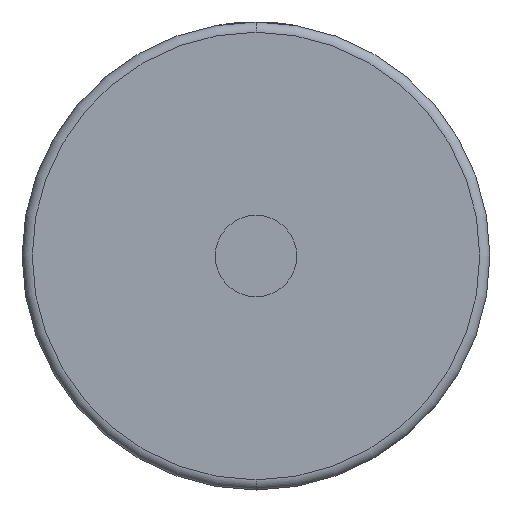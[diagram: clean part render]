
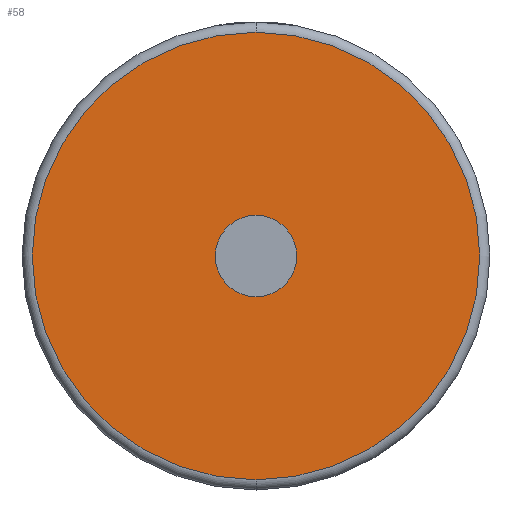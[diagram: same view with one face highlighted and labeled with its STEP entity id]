
A CAD part, front view. The second image highlights one B-rep face of the part: STEP entity #58.
In plain terms, the highlighted planar face has unit normal (0, -1, 0).
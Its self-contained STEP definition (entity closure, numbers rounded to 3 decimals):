
#58 = ADVANCED_FACE ( 'NONE', ( #1853, #2884 ), #1011, .F. ) ;
#60 = CARTESIAN_POINT ( 'NONE',  ( 0., 0., 0. ) ) ;
#86 = AXIS2_PLACEMENT_3D ( 'NONE', #1992, #2510, #1744 ) ;
#104 = EDGE_CURVE ( 'NONE', #1881, #2527, #1026, .T. ) ;
#178 = CARTESIAN_POINT ( 'NONE',  ( 0., 0., 0. ) ) ;
#207 = DIRECTION ( 'NONE',  ( 0., 0., 1. ) ) ;
#222 = CARTESIAN_POINT ( 'NONE',  ( 0., 0., 22. ) ) ;
#356 = EDGE_LOOP ( 'NONE', ( #649, #2377 ) ) ;
#403 = DIRECTION ( 'NONE',  ( 0., -1., 0. ) ) ;
#499 = CARTESIAN_POINT ( 'NONE',  ( 0., 0., 4. ) ) ;
#649 = ORIENTED_EDGE ( 'NONE', *, *, #1569, .F. ) ;
#650 = CARTESIAN_POINT ( 'NONE',  ( 0., 0., 0. ) ) ;
#736 = AXIS2_PLACEMENT_3D ( 'NONE', #2009, #2765, #793 ) ;
#793 = DIRECTION ( 'NONE',  ( 0., 0., 1. ) ) ;
#989 = DIRECTION ( 'NONE',  ( 0., 1., 0. ) ) ;
#1011 = PLANE ( 'NONE',  #2505 ) ;
#1026 = CIRCLE ( 'NONE', #86, 22. ) ;
#1397 = ORIENTED_EDGE ( 'NONE', *, *, #104, .T. ) ;
#1427 = EDGE_CURVE ( 'NONE', #1438, #3028, #2910, .T. ) ;
#1438 = VERTEX_POINT ( 'NONE', #2445 ) ;
#1569 = EDGE_CURVE ( 'NONE', #3028, #1438, #3123, .T. ) ;
#1604 = DIRECTION ( 'NONE',  ( 0., 0., 1. ) ) ;
#1744 = DIRECTION ( 'NONE',  ( 0., 0., 1. ) ) ;
#1853 = FACE_OUTER_BOUND ( 'NONE', #2800, .T. ) ;
#1881 = VERTEX_POINT ( 'NONE', #222 ) ;
#1949 = AXIS2_PLACEMENT_3D ( 'NONE', #178, #403, #1604 ) ;
#1992 = CARTESIAN_POINT ( 'NONE',  ( 0., 0., 0. ) ) ;
#2009 = CARTESIAN_POINT ( 'NONE',  ( 0., 0., 0. ) ) ;
#2377 = ORIENTED_EDGE ( 'NONE', *, *, #1427, .F. ) ;
#2428 = AXIS2_PLACEMENT_3D ( 'NONE', #650, #2881, #207 ) ;
#2445 = CARTESIAN_POINT ( 'NONE',  ( 0., 0., -4. ) ) ;
#2471 = CARTESIAN_POINT ( 'NONE',  ( 0., 0., -22. ) ) ;
#2505 = AXIS2_PLACEMENT_3D ( 'NONE', #60, #989, #2984 ) ;
#2510 = DIRECTION ( 'NONE',  ( 0., -1., 0. ) ) ;
#2527 = VERTEX_POINT ( 'NONE', #2471 ) ;
#2765 = DIRECTION ( 'NONE',  ( 0., -1., 0. ) ) ;
#2783 = EDGE_CURVE ( 'NONE', #2527, #1881, #3081, .T. ) ;
#2800 = EDGE_LOOP ( 'NONE', ( #1397, #2859 ) ) ;
#2859 = ORIENTED_EDGE ( 'NONE', *, *, #2783, .T. ) ;
#2881 = DIRECTION ( 'NONE',  ( 0., -1., 0. ) ) ;
#2884 = FACE_BOUND ( 'NONE', #356, .T. ) ;
#2910 = CIRCLE ( 'NONE', #736, 4. ) ;
#2984 = DIRECTION ( 'NONE',  ( 0., 0., 1. ) ) ;
#3028 = VERTEX_POINT ( 'NONE', #499 ) ;
#3081 = CIRCLE ( 'NONE', #2428, 22. ) ;
#3123 = CIRCLE ( 'NONE', #1949, 4. ) ;
